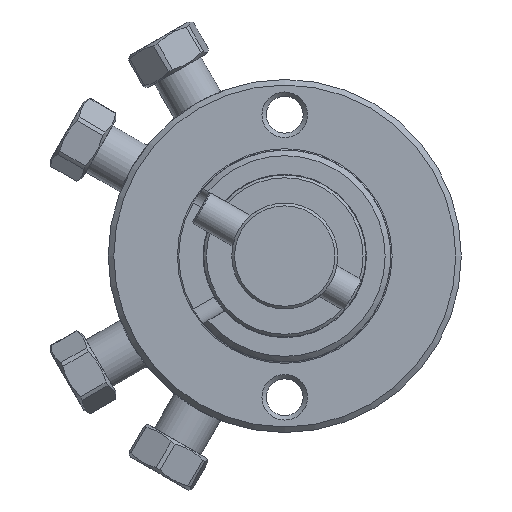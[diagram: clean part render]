
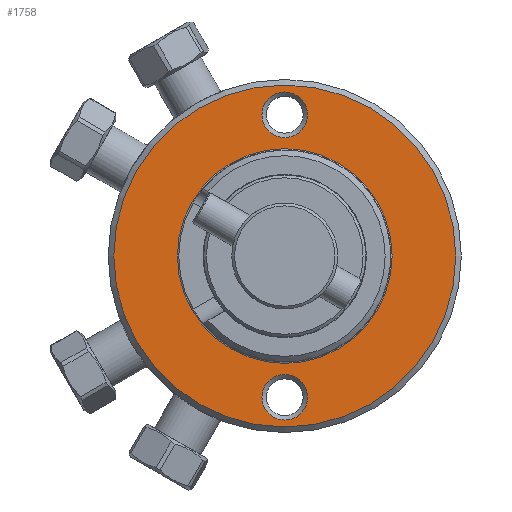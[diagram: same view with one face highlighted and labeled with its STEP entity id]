
A CAD part, left-side view. The second image highlights one B-rep face of the part: STEP entity #1758.
In plain terms, the highlighted planar face has unit normal (-1, 0, 0).
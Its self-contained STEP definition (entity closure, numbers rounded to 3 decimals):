
#839=CARTESIAN_POINT('',(6.35,9.655,0.));
#840=VERTEX_POINT('',#839);
#841=CARTESIAN_POINT('',(6.35,0.,0.0));
#842=DIRECTION('',(-1.0,0.0,0.0));
#843=DIRECTION('',(0.0,-1.0,0.0));
#844=AXIS2_PLACEMENT_3D('',#841,#842,#843);
#845=CIRCLE('',#844,9.655);
#846=EDGE_CURVE('',#840,#840,#845,.T.);
#878=CARTESIAN_POINT('',(6.35,15.375,0.));
#879=VERTEX_POINT('',#878);
#880=CARTESIAN_POINT('',(6.35,0.,0.0));
#881=DIRECTION('',(1.0,0.0,0.0));
#882=DIRECTION('',(0.0,-1.0,0.0));
#883=AXIS2_PLACEMENT_3D('',#880,#881,#882);
#884=CIRCLE('',#883,15.375);
#885=EDGE_CURVE('',#879,#879,#884,.T.);
#1725=CARTESIAN_POINT('',(6.35,12.7,0.0));
#1726=DIRECTION('',(-1.0,0.0,0.0));
#1727=DIRECTION('',(0.0,0.0,1.0));
#1728=AXIS2_PLACEMENT_3D('',#1725,#1726,#1727);
#1729=PLANE('',#1728);
#1730=ORIENTED_EDGE('',*,*,#885,.F.);
#1731=EDGE_LOOP('',(#1730));
#1732=FACE_OUTER_BOUND('',#1731,.T.);
#1733=CARTESIAN_POINT('',(6.35,0.,-10.649));
#1734=VERTEX_POINT('',#1733);
#1735=CARTESIAN_POINT('',(6.35,0.,-12.7));
#1736=DIRECTION('',(-1.0,0.0,0.0));
#1737=DIRECTION('',(0.0,0.0,-1.0));
#1738=AXIS2_PLACEMENT_3D('',#1735,#1736,#1737);
#1739=CIRCLE('',#1738,2.051);
#1740=EDGE_CURVE('',#1734,#1734,#1739,.T.);
#1741=ORIENTED_EDGE('',*,*,#1740,.F.);
#1742=EDGE_LOOP('',(#1741));
#1743=FACE_BOUND('',#1742,.T.);
#1744=ORIENTED_EDGE('',*,*,#846,.F.);
#1745=EDGE_LOOP('',(#1744));
#1746=FACE_BOUND('',#1745,.T.);
#1747=CARTESIAN_POINT('',(6.35,0.,14.751));
#1748=VERTEX_POINT('',#1747);
#1749=CARTESIAN_POINT('',(6.35,0.,12.7));
#1750=DIRECTION('',(-1.0,0.0,0.0));
#1751=DIRECTION('',(0.0,0.0,-1.0));
#1752=AXIS2_PLACEMENT_3D('',#1749,#1750,#1751);
#1753=CIRCLE('',#1752,2.051);
#1754=EDGE_CURVE('',#1748,#1748,#1753,.T.);
#1755=ORIENTED_EDGE('',*,*,#1754,.F.);
#1756=EDGE_LOOP('',(#1755));
#1757=FACE_BOUND('',#1756,.T.);
#1758=ADVANCED_FACE('',(#1732,#1743,#1746,#1757),#1729,.T.);
